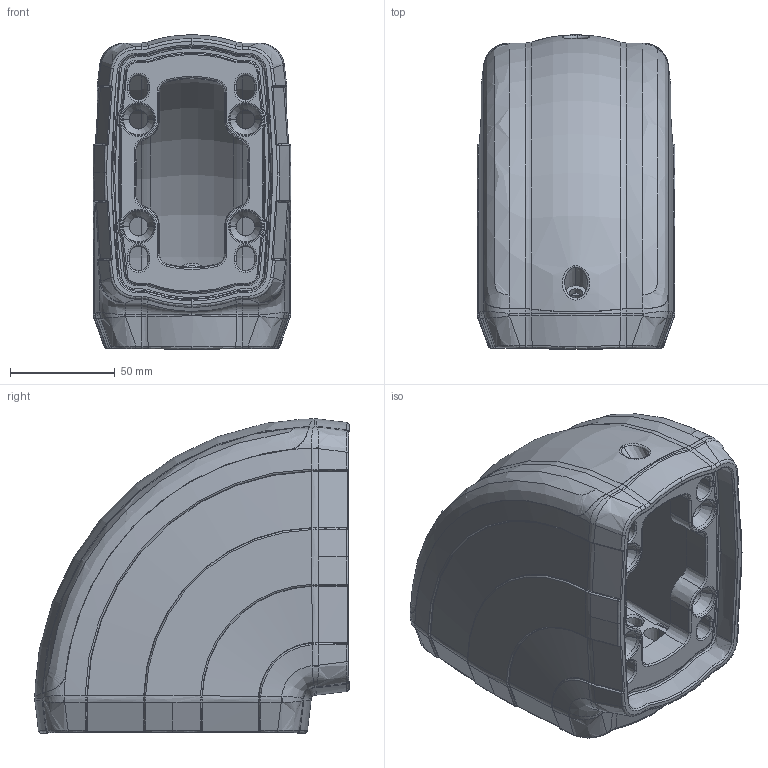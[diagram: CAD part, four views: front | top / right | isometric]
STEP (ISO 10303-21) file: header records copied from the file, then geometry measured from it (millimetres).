
FILE_DESCRIPTION (( 'STEP AP203' ), '1' );
FILE_NAME ('TK120.420.STEP', '2016-05-06T10:12:09', ( '' ), ( '' ), 'SwSTEP 2.0', 'SolidWorks 2013', '' );
FILE_SCHEMA (( 'CONFIG_CONTROL_DESIGN' ));
Length unit declared in the file: millimetre
Products named in the file (3): TK120.420; TK120.420_Varsay考an; DﾝK KAPAK_Varsay考an
Assembly tree (2 placements, depth 2):
  TK120.420
    TK120.420_Varsay考an
    DﾝK KAPAK_Varsay考an
Bounding box: 94.33 x 150.09 x 150.09 mm (x, y, z)
Volume: 492154.3 mm3; surface area: 139601.4 mm2
Topology: 2 solids, 2 shells, 1267 faces, 3151 edges, 1824 vertices
Faces by surface type: bspline 674, torus 172, cylinder 156, cone 151, plane 90, sphere 24
Entity records: 74929 total; most frequent: CARTESIAN_POINT 49879, ORIENTED_EDGE 6134, DIRECTION 3935, EDGE_CURVE 3067, VERTEX_POINT 1816, AXIS2_PLACEMENT_3D 1723, B_SPLINE_CURVE_WITH_KNOTS 1406, EDGE_LOOP 1319
